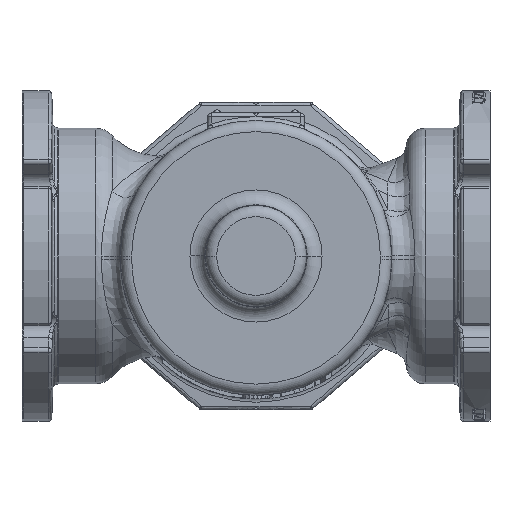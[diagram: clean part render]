
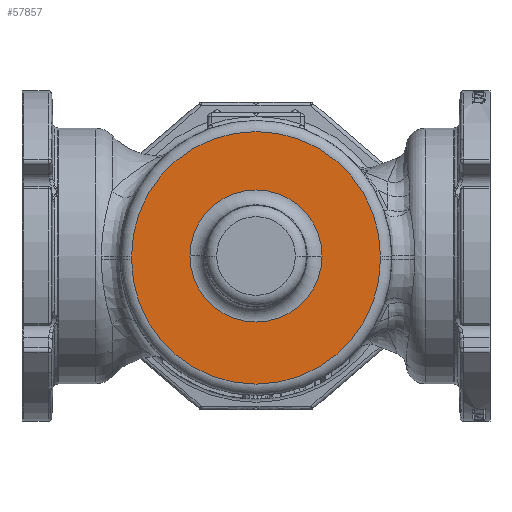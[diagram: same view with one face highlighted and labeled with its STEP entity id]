
A CAD part, front view. The second image highlights one B-rep face of the part: STEP entity #57857.
In plain terms, the highlighted planar face has unit normal (0, -1, 0).
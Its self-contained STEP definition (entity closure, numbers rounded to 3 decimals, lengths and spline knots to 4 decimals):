
#22964=DIRECTION('',(0.,0.,-1.));
#22965=VECTOR('',#22964,0.125);
#22966=CARTESIAN_POINT('',(-4.1875,-5.563,0.));
#22967=LINE('',#22966,#22965);
#22968=CARTESIAN_POINT('',(0.,-5.563,0.));
#22969=DIRECTION('',(0.,-1.,0.));
#22970=DIRECTION('',(1.,0.,0.));
#22971=AXIS2_PLACEMENT_3D('',#22968,#22969,#22970);
#22973=DIRECTION('',(0.,0.,1.));
#22974=VECTOR('',#22973,0.125);
#22975=CARTESIAN_POINT('',(4.1875,-5.563,-0.125));
#22976=LINE('',#22975,#22974);
#22977=CARTESIAN_POINT('',(0.,-5.563,-0.125));
#22978=DIRECTION('',(0.,-1.,0.));
#22979=DIRECTION('',(-1.,0.,0.));
#22980=AXIS2_PLACEMENT_3D('',#22977,#22978,#22979);
#22982=CARTESIAN_POINT('',(0.,-5.563,0.));
#22983=DIRECTION('',(0.,-1.,0.));
#22984=DIRECTION('',(-1.,0.,0.));
#22985=AXIS2_PLACEMENT_3D('',#22982,#22983,#22984);
#22987=CARTESIAN_POINT('',(0.,-5.563,0.));
#22988=DIRECTION('',(0.,-1.,0.));
#22989=DIRECTION('',(1.,0.,0.));
#22990=AXIS2_PLACEMENT_3D('',#22987,#22988,#22989);
#31078=CARTESIAN_POINT('',(-4.1875,-5.563,0.));
#31079=CARTESIAN_POINT('',(-4.1875,-5.563,-0.125));
#31080=VERTEX_POINT('',#31078);
#31081=VERTEX_POINT('',#31079);
#31086=CARTESIAN_POINT('',(4.1875,-5.563,-0.125));
#31087=VERTEX_POINT('',#31086);
#31090=CARTESIAN_POINT('',(4.1875,-5.563,0.));
#31091=VERTEX_POINT('',#31090);
#31110=CARTESIAN_POINT('',(-2.2227,-5.563,0.));
#31111=CARTESIAN_POINT('',(2.2227,-5.563,0.));
#31112=VERTEX_POINT('',#31110);
#31113=VERTEX_POINT('',#31111);
#57837=CARTESIAN_POINT('',(0.,-5.563,0.));
#57838=DIRECTION('',(0.,1.,0.));
#57839=DIRECTION('',(1.,0.,0.));
#57840=AXIS2_PLACEMENT_3D('',#57837,#57838,#57839);
#57841=PLANE('',#57840);
#57842=ORIENTED_EDGE('',*,*,#57827,.F.);
#57844=ORIENTED_EDGE('',*,*,#57843,.F.);
#57846=ORIENTED_EDGE('',*,*,#57845,.F.);
#57848=ORIENTED_EDGE('',*,*,#57847,.F.);
#57849=EDGE_LOOP('',(#57842,#57844,#57846,#57848));
#57850=FACE_OUTER_BOUND('',#57849,.F.);
#57852=ORIENTED_EDGE('',*,*,#57851,.T.);
#57854=ORIENTED_EDGE('',*,*,#57853,.T.);
#57855=EDGE_LOOP('',(#57852,#57854));
#57856=FACE_BOUND('',#57855,.F.);
#22972=CIRCLE('',#22971,4.1875);
#22981=CIRCLE('',#22980,4.1875);
#22986=CIRCLE('',#22985,2.2227);
#22991=CIRCLE('',#22990,2.2227);
#57827=EDGE_CURVE('',#31080,#31081,#22967,.T.);
#57843=EDGE_CURVE('',#31091,#31080,#22972,.T.);
#57845=EDGE_CURVE('',#31087,#31091,#22976,.T.);
#57847=EDGE_CURVE('',#31081,#31087,#22981,.T.);
#57851=EDGE_CURVE('',#31112,#31113,#22986,.T.);
#57853=EDGE_CURVE('',#31113,#31112,#22991,.T.);
#57857=ADVANCED_FACE('',(#57850,#57856),#57841,.F.);
